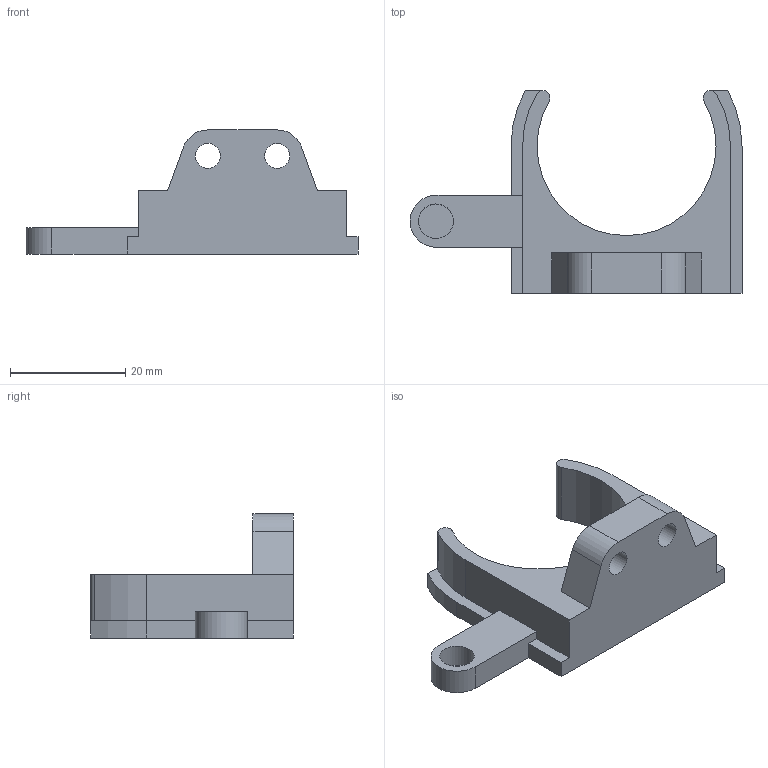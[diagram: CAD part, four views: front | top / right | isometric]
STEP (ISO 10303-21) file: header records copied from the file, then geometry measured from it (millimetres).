
FILE_DESCRIPTION(('FreeCAD Model'),'2;1');
FILE_NAME('Open CASCADE Shape Model','2025-03-06T18:53:20',(''),(''), 'Open CASCADE STEP processor 7.7','FreeCAD','Unknown');
FILE_SCHEMA(('AUTOMOTIVE_DESIGN { 1 0 10303 214 1 1 1 1 }'));
Length unit declared in the file: millimetre
Products named in the file (1): Passive Claw Left
Bounding box: 57.5 x 35.12 x 21.5 mm (x, y, z)
Volume: 8897 mm3; surface area: 4656.9 mm2
Topology: 1 solids, 1 shells, 34 faces, 93 edges, 62 vertices
Faces by surface type: plane 21, cylinder 13
Full cylindrical faces by diameter (mm): 4.35 x2, 6 x1
Entity records: 1114 total; most frequent: DIRECTION 191, CARTESIAN_POINT 190, ORIENTED_EDGE 186, EDGE_CURVE 93, LINE 65, VECTOR 65, AXIS2_PLACEMENT_3D 63, VERTEX_POINT 62
